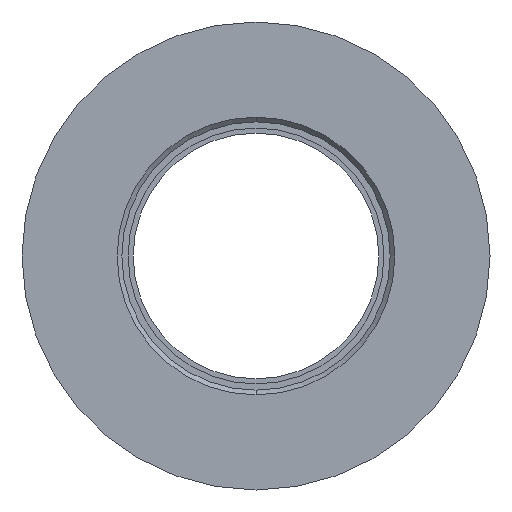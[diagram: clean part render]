
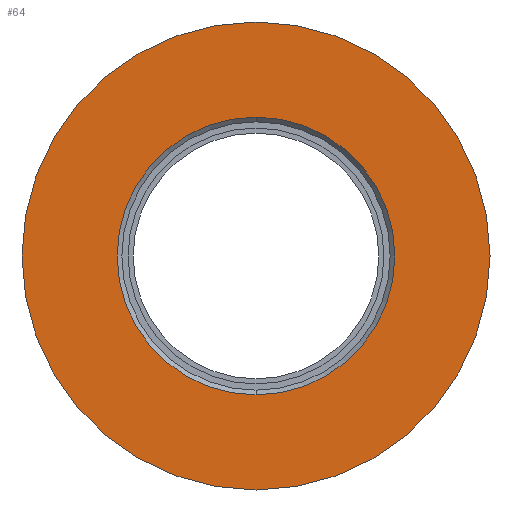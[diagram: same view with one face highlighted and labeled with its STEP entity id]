
A CAD part, left-side view. The second image highlights one B-rep face of the part: STEP entity #64.
In plain terms, the highlighted face is planar.
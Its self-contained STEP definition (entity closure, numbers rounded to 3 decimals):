
#7 = EDGE_CURVE ( 'NONE', #319, #314, #721, .T. ) ;
#11 = EDGE_CURVE ( 'NONE', #331, #339, #649, .T. ) ;
#16 = EDGE_CURVE ( 'NONE', #339, #331, #682, .T. ) ;
#39 = EDGE_CURVE ( 'NONE', #314, #319, #609, .T. ) ;
#64 = ADVANCED_FACE ( 'NONE', ( #452, #446 ), #445, .T. ) ;
#105 = CARTESIAN_POINT ( 'NONE',  ( 0., 0., 15. ) ) ;
#117 = CARTESIAN_POINT ( 'NONE',  ( 0., 0., 8.9 ) ) ;
#120 = CARTESIAN_POINT ( 'NONE',  ( 0., 0., -8.9 ) ) ;
#134 = CARTESIAN_POINT ( 'NONE',  ( 0., 0., -15. ) ) ;
#178 = ORIENTED_EDGE ( 'NONE', *, *, #7, .F. ) ;
#189 = DIRECTION ( 'NONE',  ( 0., 0., 1. ) ) ;
#191 = DIRECTION ( 'NONE',  ( 0., 1., 0. ) ) ;
#192 = CARTESIAN_POINT ( 'NONE',  ( 0., 0., 0. ) ) ;
#251 = EDGE_LOOP ( 'NONE', ( #178, #336 ) ) ;
#254 = ORIENTED_EDGE ( 'NONE', *, *, #16, .T. ) ;
#281 = ORIENTED_EDGE ( 'NONE', *, *, #11, .T. ) ;
#314 = VERTEX_POINT ( 'NONE', #134 ) ;
#319 = VERTEX_POINT ( 'NONE', #105 ) ;
#331 = VERTEX_POINT ( 'NONE', #120 ) ;
#336 = ORIENTED_EDGE ( 'NONE', *, *, #39, .F. ) ;
#337 = EDGE_LOOP ( 'NONE', ( #281, #254 ) ) ;
#339 = VERTEX_POINT ( 'NONE', #117 ) ;
#440 = DIRECTION ( 'NONE',  ( 0., 0., -1. ) ) ;
#445 = PLANE ( 'NONE',  #720 ) ;
#446 = FACE_OUTER_BOUND ( 'NONE', #251, .T. ) ;
#448 = CARTESIAN_POINT ( 'NONE',  ( -8.6, 0., 0. ) ) ;
#449 = DIRECTION ( 'NONE',  ( 0., -1., 0. ) ) ;
#452 = FACE_BOUND ( 'NONE', #337, .T. ) ;
#480 = DIRECTION ( 'NONE',  ( 0., 0., -1. ) ) ;
#482 = DIRECTION ( 'NONE',  ( 0., 1., 0. ) ) ;
#483 = CARTESIAN_POINT ( 'NONE',  ( 0., 0., 0. ) ) ;
#537 = DIRECTION ( 'NONE',  ( 0., 0., -1. ) ) ;
#539 = DIRECTION ( 'NONE',  ( 0., 1., 0. ) ) ;
#541 = CARTESIAN_POINT ( 'NONE',  ( 0., 0., 0. ) ) ;
#548 = DIRECTION ( 'NONE',  ( 0., 0., 1. ) ) ;
#549 = DIRECTION ( 'NONE',  ( 0., 1., 0. ) ) ;
#550 = CARTESIAN_POINT ( 'NONE',  ( 0., 0., 0. ) ) ;
#609 = CIRCLE ( 'NONE', #686, 15. ) ;
#633 = AXIS2_PLACEMENT_3D ( 'NONE', #192, #191, #189 ) ;
#649 = CIRCLE ( 'NONE', #732, 8.9 ) ;
#682 = CIRCLE ( 'NONE', #683, 8.9 ) ;
#683 = AXIS2_PLACEMENT_3D ( 'NONE', #483, #482, #480 ) ;
#686 = AXIS2_PLACEMENT_3D ( 'NONE', #550, #549, #548 ) ;
#720 = AXIS2_PLACEMENT_3D ( 'NONE', #448, #449, #440 ) ;
#721 = CIRCLE ( 'NONE', #633, 15. ) ;
#732 = AXIS2_PLACEMENT_3D ( 'NONE', #541, #539, #537 ) ;
